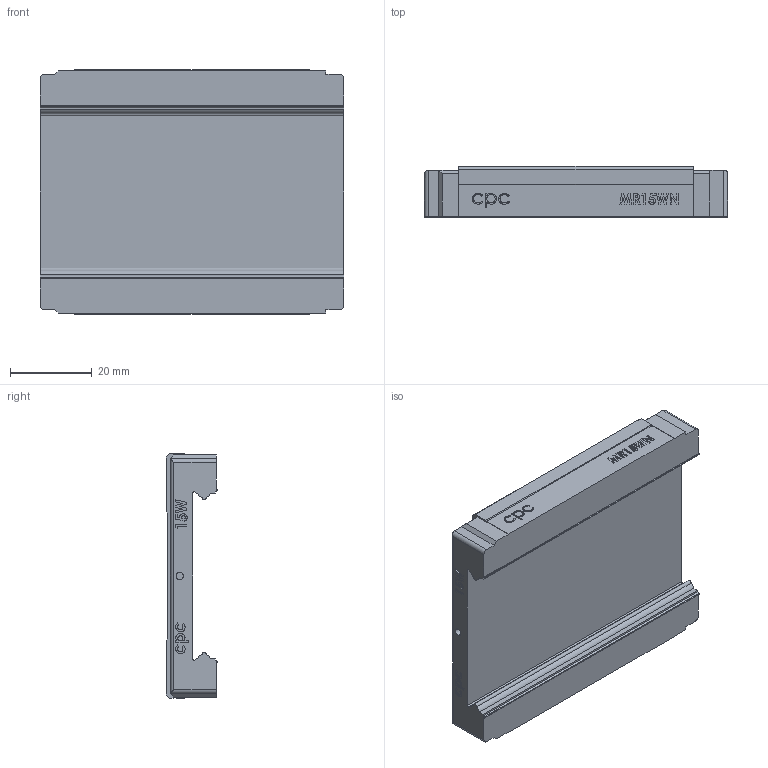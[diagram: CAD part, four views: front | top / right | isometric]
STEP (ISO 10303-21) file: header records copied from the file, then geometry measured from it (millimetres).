
FILE_DESCRIPTION (( 'STEP AP214' ), '1' );
FILE_NAME ('15WL-SU-ZU-block.STEP', '2012-07-13T12:11:47', ( '' ), ( '' ), 'SwSTEP 2.0', 'SolidWorks 2010', '' );
FILE_SCHEMA (( 'AUTOMOTIVE_DESIGN' ));
Length unit declared in the file: millimetre
Products named in the file (1): 15WL-SU-ZU-block
Bounding box: 74.4 x 12.6 x 60 mm (x, y, z)
Volume: 35203.1 mm3; surface area: 13203.6 mm2
Topology: 1 solids, 1 shells, 492 faces, 1328 edges, 876 vertices
Faces by surface type: plane 301, bspline 136, cylinder 39, cone 16
Entity records: 27718 total; most frequent: CARTESIAN_POINT 15849, ORIENTED_EDGE 2640, DIRECTION 1840, EDGE_CURVE 1320, VECTOR 962, LINE 962, VERTEX_POINT 876, EDGE_LOOP 538
